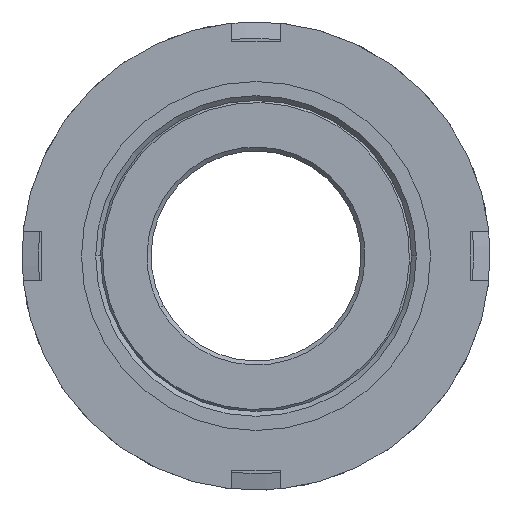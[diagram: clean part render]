
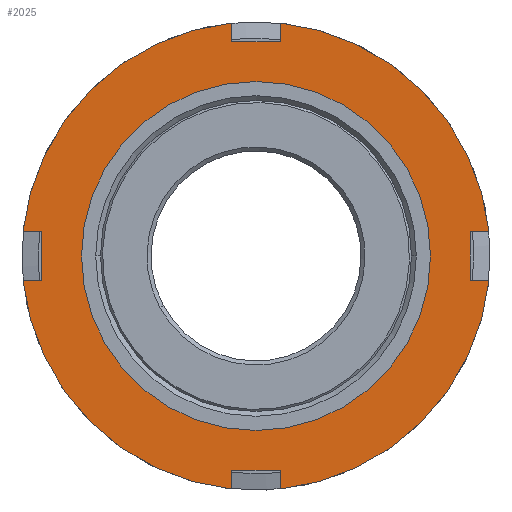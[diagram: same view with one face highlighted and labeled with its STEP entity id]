
A CAD part, front view. The second image highlights one B-rep face of the part: STEP entity #2025.
In plain terms, the highlighted planar face has unit normal (0, -1, 0).
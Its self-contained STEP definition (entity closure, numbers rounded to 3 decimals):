
#11 = ORIENTED_EDGE ( 'NONE', *, *, #1726, .F. ) ;
#17 = ORIENTED_EDGE ( 'NONE', *, *, #397, .T. ) ;
#35 = CIRCLE ( 'NONE', #2572, 21.6 ) ;
#38 = VECTOR ( 'NONE', #1517, 1000. ) ;
#107 = DIRECTION ( 'NONE',  ( 0., 1., 0. ) ) ;
#125 = VERTEX_POINT ( 'NONE', #1980 ) ;
#154 = EDGE_CURVE ( 'NONE', #1292, #470, #389, .T. ) ;
#160 = EDGE_CURVE ( 'NONE', #2804, #2855, #2360, .T. ) ;
#161 = DIRECTION ( 'NONE',  ( 0., 1., 0. ) ) ;
#171 = CARTESIAN_POINT ( 'NONE',  ( 0., -20.269, 26.5 ) ) ;
#177 = LINE ( 'NONE', #2550, #710 ) ;
#221 = CARTESIAN_POINT ( 'NONE',  ( 0., -20.269, 0. ) ) ;
#234 = LINE ( 'NONE', #171, #1189 ) ;
#278 = CIRCLE ( 'NONE', #1559, 29. ) ;
#287 = CARTESIAN_POINT ( 'NONE',  ( -26.5, -20.269, 3. ) ) ;
#323 = LINE ( 'NONE', #2753, #1968 ) ;
#324 = EDGE_CURVE ( 'NONE', #125, #2880, #1199, .T. ) ;
#335 = CARTESIAN_POINT ( 'NONE',  ( 21.6, -20.269, 0. ) ) ;
#338 = VERTEX_POINT ( 'NONE', #1676 ) ;
#383 = DIRECTION ( 'NONE',  ( 0., 0., -1. ) ) ;
#389 = LINE ( 'NONE', #616, #38 ) ;
#397 = EDGE_CURVE ( 'NONE', #338, #636, #323, .T. ) ;
#417 = DIRECTION ( 'NONE',  ( 0., 1., 0. ) ) ;
#438 = VERTEX_POINT ( 'NONE', #944 ) ;
#470 = VERTEX_POINT ( 'NONE', #867 ) ;
#490 = VECTOR ( 'NONE', #2533, 1000. ) ;
#503 = LINE ( 'NONE', #1328, #957 ) ;
#535 = DIRECTION ( 'NONE',  ( 0., 0., 1. ) ) ;
#539 = VECTOR ( 'NONE', #1252, 1000. ) ;
#562 = DIRECTION ( 'NONE',  ( -1., 0., 0. ) ) ;
#604 = EDGE_CURVE ( 'NONE', #1701, #2237, #177, .T. ) ;
#608 = AXIS2_PLACEMENT_3D ( 'NONE', #2395, #1957, #1258 ) ;
#609 = EDGE_LOOP ( 'NONE', ( #1345, #2847 ) ) ;
#616 = CARTESIAN_POINT ( 'NONE',  ( 3., -20.269, 0. ) ) ;
#628 = CARTESIAN_POINT ( 'NONE',  ( 26.5, -20.269, 0. ) ) ;
#635 = VERTEX_POINT ( 'NONE', #287 ) ;
#636 = VERTEX_POINT ( 'NONE', #1651 ) ;
#654 = LINE ( 'NONE', #1659, #1102 ) ;
#689 = VERTEX_POINT ( 'NONE', #1038 ) ;
#692 = ORIENTED_EDGE ( 'NONE', *, *, #1262, .F. ) ;
#710 = VECTOR ( 'NONE', #2775, 1000. ) ;
#757 = AXIS2_PLACEMENT_3D ( 'NONE', #335, #815, #562 ) ;
#761 = CARTESIAN_POINT ( 'NONE',  ( -3., -20.269, 26.5 ) ) ;
#762 = EDGE_CURVE ( 'NONE', #2804, #1643, #2596, .T. ) ;
#802 = VECTOR ( 'NONE', #902, 1000. ) ;
#813 = EDGE_CURVE ( 'NONE', #1701, #689, #1082, .T. ) ;
#815 = DIRECTION ( 'NONE',  ( 0., 1., 0. ) ) ;
#833 = ORIENTED_EDGE ( 'NONE', *, *, #762, .T. ) ;
#847 = DIRECTION ( 'NONE',  ( 1., 0., 0. ) ) ;
#853 = CARTESIAN_POINT ( 'NONE',  ( -3., -20.269, 0. ) ) ;
#856 = ORIENTED_EDGE ( 'NONE', *, *, #324, .F. ) ;
#863 = CARTESIAN_POINT ( 'NONE',  ( 3., -20.269, 0. ) ) ;
#867 = CARTESIAN_POINT ( 'NONE',  ( 3., -20.269, 28.844 ) ) ;
#874 = CARTESIAN_POINT ( 'NONE',  ( 0., -20.269, 0. ) ) ;
#902 = DIRECTION ( 'NONE',  ( 0., 0., 1. ) ) ;
#933 = EDGE_CURVE ( 'NONE', #2598, #1491, #1019, .T. ) ;
#944 = CARTESIAN_POINT ( 'NONE',  ( 28.844, -20.269, -3. ) ) ;
#957 = VECTOR ( 'NONE', #2900, 1000. ) ;
#972 = EDGE_CURVE ( 'NONE', #2237, #2193, #503, .T. ) ;
#1019 = CIRCLE ( 'NONE', #2197, 21.6 ) ;
#1038 = CARTESIAN_POINT ( 'NONE',  ( 3., -20.269, -28.844 ) ) ;
#1082 = LINE ( 'NONE', #863, #2531 ) ;
#1102 = VECTOR ( 'NONE', #535, 1000. ) ;
#1111 = CARTESIAN_POINT ( 'NONE',  ( 28.844, -20.269, 3. ) ) ;
#1119 = EDGE_CURVE ( 'NONE', #1491, #2598, #35, .T. ) ;
#1189 = VECTOR ( 'NONE', #847, 1000. ) ;
#1199 = CIRCLE ( 'NONE', #608, 29. ) ;
#1252 = DIRECTION ( 'NONE',  ( 1., 0., 0. ) ) ;
#1256 = VECTOR ( 'NONE', #1276, 1000. ) ;
#1258 = DIRECTION ( 'NONE',  ( -1., 0., 0. ) ) ;
#1262 = EDGE_CURVE ( 'NONE', #2855, #438, #1357, .T. ) ;
#1276 = DIRECTION ( 'NONE',  ( 1., 0., 0. ) ) ;
#1292 = VERTEX_POINT ( 'NONE', #2199 ) ;
#1295 = EDGE_CURVE ( 'NONE', #438, #689, #278, .T. ) ;
#1328 = CARTESIAN_POINT ( 'NONE',  ( -3., -20.269, 0. ) ) ;
#1345 = ORIENTED_EDGE ( 'NONE', *, *, #933, .T. ) ;
#1347 = LINE ( 'NONE', #2748, #490 ) ;
#1357 = LINE ( 'NONE', #2617, #1256 ) ;
#1395 = LINE ( 'NONE', #853, #802 ) ;
#1491 = VERTEX_POINT ( 'NONE', #2741 ) ;
#1517 = DIRECTION ( 'NONE',  ( 0., 0., 1. ) ) ;
#1538 = CARTESIAN_POINT ( 'NONE',  ( 0., -20.269, 0. ) ) ;
#1551 = DIRECTION ( 'NONE',  ( -1., 0., 0. ) ) ;
#1559 = AXIS2_PLACEMENT_3D ( 'NONE', #1538, #2669, #2451 ) ;
#1581 = CARTESIAN_POINT ( 'NONE',  ( 3., -20.269, -26.5 ) ) ;
#1586 = VECTOR ( 'NONE', #1961, 1000. ) ;
#1591 = ORIENTED_EDGE ( 'NONE', *, *, #160, .F. ) ;
#1600 = ORIENTED_EDGE ( 'NONE', *, *, #1813, .F. ) ;
#1626 = AXIS2_PLACEMENT_3D ( 'NONE', #874, #417, #1784 ) ;
#1643 = VERTEX_POINT ( 'NONE', #1111 ) ;
#1651 = CARTESIAN_POINT ( 'NONE',  ( -28.844, -20.269, -3. ) ) ;
#1659 = CARTESIAN_POINT ( 'NONE',  ( -26.5, -20.269, 0. ) ) ;
#1676 = CARTESIAN_POINT ( 'NONE',  ( -26.5, -20.269, -3. ) ) ;
#1687 = PLANE ( 'NONE',  #757 ) ;
#1701 = VERTEX_POINT ( 'NONE', #1581 ) ;
#1710 = ORIENTED_EDGE ( 'NONE', *, *, #1814, .F. ) ;
#1726 = EDGE_CURVE ( 'NONE', #2193, #636, #2246, .T. ) ;
#1738 = ORIENTED_EDGE ( 'NONE', *, *, #2652, .F. ) ;
#1768 = ORIENTED_EDGE ( 'NONE', *, *, #2124, .T. ) ;
#1769 = DIRECTION ( 'NONE',  ( -1., 0., 0. ) ) ;
#1784 = DIRECTION ( 'NONE',  ( -1., 0., 0. ) ) ;
#1800 = DIRECTION ( 'NONE',  ( 0., 1., 0. ) ) ;
#1801 = CARTESIAN_POINT ( 'NONE',  ( -3., -20.269, 28.844 ) ) ;
#1813 = EDGE_CURVE ( 'NONE', #470, #1643, #1907, .T. ) ;
#1814 = EDGE_CURVE ( 'NONE', #1849, #1292, #234, .T. ) ;
#1849 = VERTEX_POINT ( 'NONE', #761 ) ;
#1860 = CARTESIAN_POINT ( 'NONE',  ( 26.5, -20.269, 3. ) ) ;
#1887 = DIRECTION ( 'NONE',  ( -1., 0., 0. ) ) ;
#1907 = CIRCLE ( 'NONE', #2554, 29. ) ;
#1920 = CARTESIAN_POINT ( 'NONE',  ( 21.6, -20.269, 3. ) ) ;
#1936 = FACE_BOUND ( 'NONE', #609, .T. ) ;
#1949 = ORIENTED_EDGE ( 'NONE', *, *, #604, .F. ) ;
#1957 = DIRECTION ( 'NONE',  ( 0., 1., 0. ) ) ;
#1961 = DIRECTION ( 'NONE',  ( 0., 0., -1. ) ) ;
#1968 = VECTOR ( 'NONE', #1887, 1000. ) ;
#1980 = CARTESIAN_POINT ( 'NONE',  ( -28.844, -20.269, 3. ) ) ;
#1991 = FACE_OUTER_BOUND ( 'NONE', #2133, .T. ) ;
#1998 = CARTESIAN_POINT ( 'NONE',  ( -3., -20.269, -26.5 ) ) ;
#2025 = ADVANCED_FACE ( 'NONE', ( #1936, #1991 ), #1687, .F. ) ;
#2095 = ORIENTED_EDGE ( 'NONE', *, *, #154, .F. ) ;
#2124 = EDGE_CURVE ( 'NONE', #1849, #2880, #1395, .T. ) ;
#2133 = EDGE_LOOP ( 'NONE', ( #1738, #2553, #17, #11, #2849, #1949, #2189, #2878, #692, #1591, #833, #1600, #2095, #1710, #1768, #856 ) ) ;
#2140 = DIRECTION ( 'NONE',  ( -1., 0., 0. ) ) ;
#2189 = ORIENTED_EDGE ( 'NONE', *, *, #813, .T. ) ;
#2193 = VERTEX_POINT ( 'NONE', #2879 ) ;
#2197 = AXIS2_PLACEMENT_3D ( 'NONE', #221, #1800, #1769 ) ;
#2199 = CARTESIAN_POINT ( 'NONE',  ( 3., -20.269, 26.5 ) ) ;
#2209 = CARTESIAN_POINT ( 'NONE',  ( 0., -20.269, 0. ) ) ;
#2237 = VERTEX_POINT ( 'NONE', #1998 ) ;
#2246 = CIRCLE ( 'NONE', #1626, 29. ) ;
#2360 = LINE ( 'NONE', #628, #1586 ) ;
#2395 = CARTESIAN_POINT ( 'NONE',  ( 0., -20.269, 0. ) ) ;
#2451 = DIRECTION ( 'NONE',  ( -1., 0., 0. ) ) ;
#2466 = CARTESIAN_POINT ( 'NONE',  ( -21.6, -20.269, 0. ) ) ;
#2531 = VECTOR ( 'NONE', #383, 1000. ) ;
#2533 = DIRECTION ( 'NONE',  ( -1., 0., 0. ) ) ;
#2550 = CARTESIAN_POINT ( 'NONE',  ( 0., -20.269, -26.5 ) ) ;
#2553 = ORIENTED_EDGE ( 'NONE', *, *, #2733, .F. ) ;
#2554 = AXIS2_PLACEMENT_3D ( 'NONE', #2209, #161, #1551 ) ;
#2572 = AXIS2_PLACEMENT_3D ( 'NONE', #2636, #107, #2140 ) ;
#2596 = LINE ( 'NONE', #1920, #539 ) ;
#2598 = VERTEX_POINT ( 'NONE', #2466 ) ;
#2617 = CARTESIAN_POINT ( 'NONE',  ( 21.6, -20.269, -3. ) ) ;
#2636 = CARTESIAN_POINT ( 'NONE',  ( 0., -20.269, 0. ) ) ;
#2652 = EDGE_CURVE ( 'NONE', #635, #125, #1347, .T. ) ;
#2669 = DIRECTION ( 'NONE',  ( 0., 1., 0. ) ) ;
#2733 = EDGE_CURVE ( 'NONE', #338, #635, #654, .T. ) ;
#2741 = CARTESIAN_POINT ( 'NONE',  ( 21.6, -20.269, 0. ) ) ;
#2748 = CARTESIAN_POINT ( 'NONE',  ( 21.6, -20.269, 3. ) ) ;
#2753 = CARTESIAN_POINT ( 'NONE',  ( 21.6, -20.269, -3. ) ) ;
#2775 = DIRECTION ( 'NONE',  ( -1., 0., 0. ) ) ;
#2804 = VERTEX_POINT ( 'NONE', #1860 ) ;
#2847 = ORIENTED_EDGE ( 'NONE', *, *, #1119, .T. ) ;
#2849 = ORIENTED_EDGE ( 'NONE', *, *, #972, .F. ) ;
#2855 = VERTEX_POINT ( 'NONE', #2888 ) ;
#2878 = ORIENTED_EDGE ( 'NONE', *, *, #1295, .F. ) ;
#2879 = CARTESIAN_POINT ( 'NONE',  ( -3., -20.269, -28.844 ) ) ;
#2880 = VERTEX_POINT ( 'NONE', #1801 ) ;
#2888 = CARTESIAN_POINT ( 'NONE',  ( 26.5, -20.269, -3. ) ) ;
#2900 = DIRECTION ( 'NONE',  ( 0., 0., -1. ) ) ;
